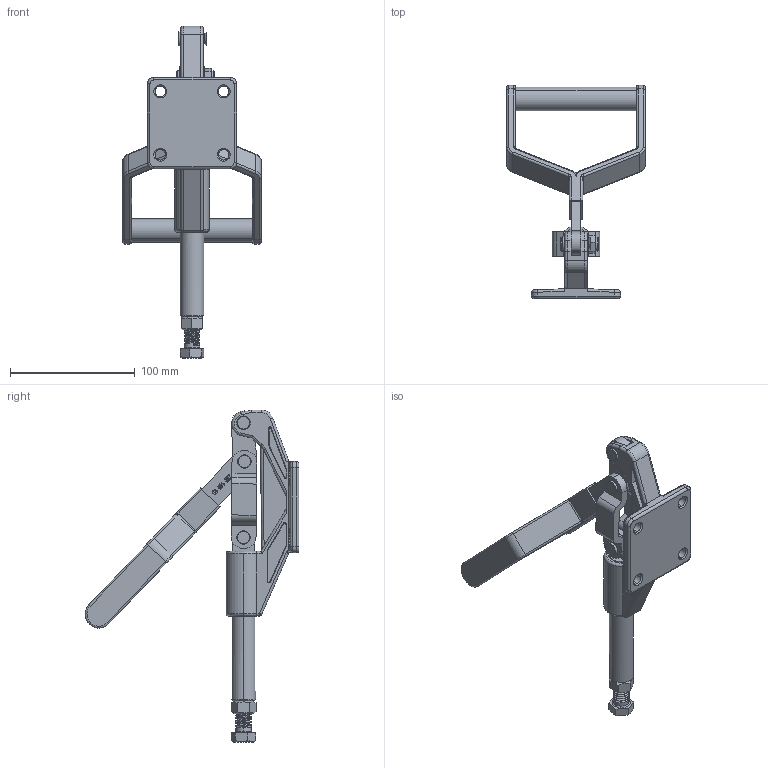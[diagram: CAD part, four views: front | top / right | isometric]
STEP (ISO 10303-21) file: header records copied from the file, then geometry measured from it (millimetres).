
FILE_DESCRIPTION (( 'STEP AP203' ), '1' );
FILE_NAME ('CH-304-HMY.STEP', '2017-11-28T02:00:04', ( 'Windows' ), ( 'Microsoft' ), 'SwSTEP 2.0', 'SolidWorks 2015', '' );
FILE_SCHEMA (( 'CONFIG_CONTROL_DESIGN' ));
Length unit declared in the file: millimetre
Products named in the file (12): CH-304-HMY-06; CH-304-HM-06; CH-304-HMY-SHOUBA; CH-304-HMY; CH-304-HM-01 BASE; CH-304-HM-02 CREST STALK; M12 Nut; CH-304-HM-07; CH-SA-125017 SPINDLE SUPPLIED; CH-304-HM-04 CONNECTING-PLATE; 304-05; 5-16 LOCK NUT
Assembly tree (15 placements, depth 2):
  CH-304-HMY
    CH-304-HM-01 BASE
    CH-304-HM-02 CREST STALK
    CH-304-HM-07  x2
    CH-304-HM-04 CONNECTING-PLATE  x2
    5-16 LOCK NUT  x2
    CH-304-HM-06  x2
    M12 Nut
    CH-SA-125017 SPINDLE SUPPLIED
    304-05
    CH-304-HMY-06
    CH-304-HMY-SHOUBA
Bounding box: 111 x 171.46 x 266.28 mm (x, y, z)
Volume: 247313.8 mm3; surface area: 130760.5 mm2
Topology: 15 solids, 16 shells, 2651 faces, 6907 edges, 4333 vertices
Faces by surface type: plane 1474, cylinder 843, bspline 190, cone 81, torus 61, sphere 2
Entity records: 75060 total; most frequent: CARTESIAN_POINT 30463, ORIENTED_EDGE 9506, DIRECTION 8513, EDGE_CURVE 4753, VERTEX_POINT 3008, AXIS2_PLACEMENT_3D 2887, LINE 2739, VECTOR 2739
